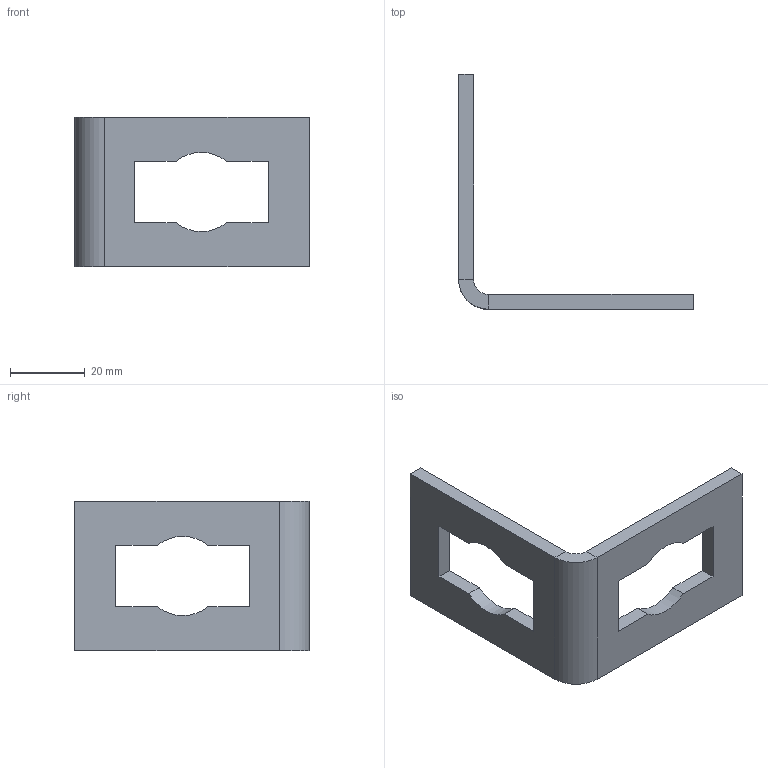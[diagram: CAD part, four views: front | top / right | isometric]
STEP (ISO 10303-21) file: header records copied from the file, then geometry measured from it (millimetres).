
FILE_DESCRIPTION((''),'2;1');
FILE_NAME('152324.stp','2013-04-10T14:57:51',('DMK009'),(''),'Autodesk Inventor 2012','Autodesk Inventor 2012','');
FILE_SCHEMA(('AUTOMOTIVE_DESIGN { 1 0 10303 214 1 1 1 1 }'));
Length unit declared in the file: millimetre
Products named in the file (1): 152324
Bounding box: 63 x 63 x 40 mm (x, y, z)
Volume: 13998.5 mm3; surface area: 9144.2 mm2
Topology: 1 solids, 1 shells, 136 faces, 364 edges, 240 vertices
Faces by surface type: plane 83, cylinder 51, bspline 2
Entity records: 4372 total; most frequent: CARTESIAN_POINT 839, DIRECTION 736, ORIENTED_EDGE 728, EDGE_CURVE 364, VECTOR 262, LINE 262, VERTEX_POINT 240, AXIS2_PLACEMENT_3D 237
